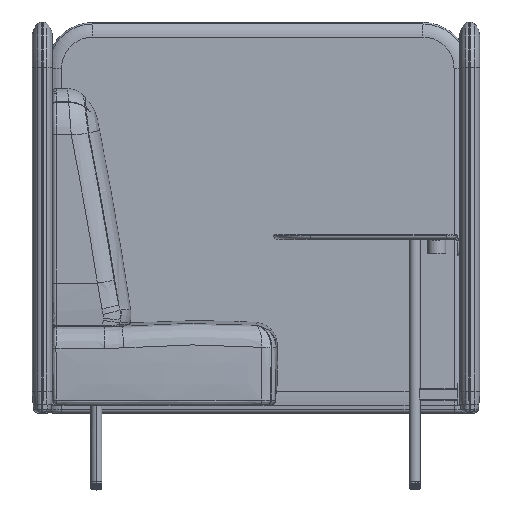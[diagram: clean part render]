
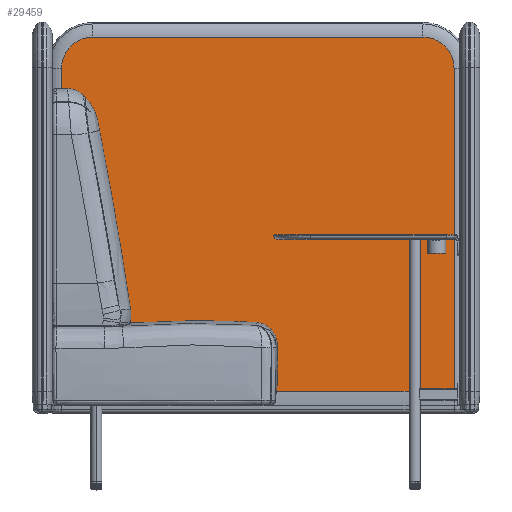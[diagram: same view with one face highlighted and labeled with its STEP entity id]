
A CAD part, top view. The second image highlights one B-rep face of the part: STEP entity #29459.
In plain terms, the highlighted face is planar.
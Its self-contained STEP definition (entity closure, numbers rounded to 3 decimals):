
#211 = LINE ( 'NONE', #26838, #5731 ) ;
#595 = VECTOR ( 'NONE', #7378, 1000. ) ;
#787 = EDGE_CURVE ( 'NONE', #13085, #15810, #10744, .T. ) ;
#848 = ORIENTED_EDGE ( 'NONE', *, *, #6306, .F. ) ;
#1062 = VERTEX_POINT ( 'NONE', #21461 ) ;
#1185 = DIRECTION ( 'NONE',  ( 0., 0., 1. ) ) ;
#1214 = VERTEX_POINT ( 'NONE', #3275 ) ;
#1691 = DIRECTION ( 'NONE',  ( 1., 0., 0. ) ) ;
#3217 = ORIENTED_EDGE ( 'NONE', *, *, #13699, .F. ) ;
#3275 = CARTESIAN_POINT ( 'NONE',  ( -35., 58.677, -535. ) ) ;
#3367 = DIRECTION ( 'NONE',  ( 0., 1., 0. ) ) ;
#5401 = ORIENTED_EDGE ( 'NONE', *, *, #19524, .F. ) ;
#5535 = VERTEX_POINT ( 'NONE', #14743 ) ;
#5731 = VECTOR ( 'NONE', #15122, 1000. ) ;
#6141 = LINE ( 'NONE', #6977, #17920 ) ;
#6306 = EDGE_CURVE ( 'NONE', #15810, #5535, #7583, .T. ) ;
#6317 = PLANE ( 'NONE',  #15310 ) ;
#6977 = CARTESIAN_POINT ( 'NONE',  ( -35., 940., 535. ) ) ;
#7378 = DIRECTION ( 'NONE',  ( 0., 0., 1. ) ) ;
#7583 = LINE ( 'NONE', #21463, #595 ) ;
#9523 = ORIENTED_EDGE ( 'NONE', *, *, #787, .F. ) ;
#9945 = CARTESIAN_POINT ( 'NONE',  ( -35., 1025., -450. ) ) ;
#10192 = EDGE_CURVE ( 'NONE', #5535, #1062, #28813, .T. ) ;
#10607 = DIRECTION ( 'NONE',  ( 1., 0., 0. ) ) ;
#10744 = CIRCLE ( 'NONE', #19202, 85. ) ;
#10811 = VECTOR ( 'NONE', #3367, 1000. ) ;
#11030 = CARTESIAN_POINT ( 'NONE',  ( -35., 940., -450. ) ) ;
#11053 = CARTESIAN_POINT ( 'NONE',  ( -35., 940., -535. ) ) ;
#12902 = AXIS2_PLACEMENT_3D ( 'NONE', #29377, #15288, #1185 ) ;
#13085 = VERTEX_POINT ( 'NONE', #11053 ) ;
#13690 = FACE_OUTER_BOUND ( 'NONE', #17516, .T. ) ;
#13699 = EDGE_CURVE ( 'NONE', #1062, #24707, #6141, .T. ) ;
#14023 = EDGE_CURVE ( 'NONE', #24707, #1214, #211, .T. ) ;
#14743 = CARTESIAN_POINT ( 'NONE',  ( -35., 1025., 450. ) ) ;
#15122 = DIRECTION ( 'NONE',  ( 0., 0., -1. ) ) ;
#15288 = DIRECTION ( 'NONE',  ( 1., 0., 0. ) ) ;
#15310 = AXIS2_PLACEMENT_3D ( 'NONE', #11030, #1691, #18134 ) ;
#15810 = VERTEX_POINT ( 'NONE', #9945 ) ;
#17158 = CARTESIAN_POINT ( 'NONE',  ( -35., 58.677, 535. ) ) ;
#17476 = CARTESIAN_POINT ( 'NONE',  ( -35., 940., -535. ) ) ;
#17516 = EDGE_LOOP ( 'NONE', ( #3217, #20366, #848, #9523, #5401, #30481 ) ) ;
#17920 = VECTOR ( 'NONE', #28164, 1000. ) ;
#18134 = DIRECTION ( 'NONE',  ( 0., 0., 1. ) ) ;
#19202 = AXIS2_PLACEMENT_3D ( 'NONE', #24715, #10607, #27078 ) ;
#19524 = EDGE_CURVE ( 'NONE', #1214, #13085, #28837, .T. ) ;
#20366 = ORIENTED_EDGE ( 'NONE', *, *, #10192, .F. ) ;
#21461 = CARTESIAN_POINT ( 'NONE',  ( -35., 940., 535. ) ) ;
#21463 = CARTESIAN_POINT ( 'NONE',  ( -35., 1025., -450. ) ) ;
#24707 = VERTEX_POINT ( 'NONE', #17158 ) ;
#24715 = CARTESIAN_POINT ( 'NONE',  ( -35., 940., -450. ) ) ;
#26838 = CARTESIAN_POINT ( 'NONE',  ( -35., 58.677, -535. ) ) ;
#27078 = DIRECTION ( 'NONE',  ( 0., 0., 1. ) ) ;
#28164 = DIRECTION ( 'NONE',  ( 0., -1., 0. ) ) ;
#28813 = CIRCLE ( 'NONE', #12902, 85. ) ;
#28837 = LINE ( 'NONE', #17476, #10811 ) ;
#29377 = CARTESIAN_POINT ( 'NONE',  ( -35., 940., 450. ) ) ;
#29459 = ADVANCED_FACE ( 'NONE', ( #13690 ), #6317, .F. ) ;
#30481 = ORIENTED_EDGE ( 'NONE', *, *, #14023, .F. ) ;
